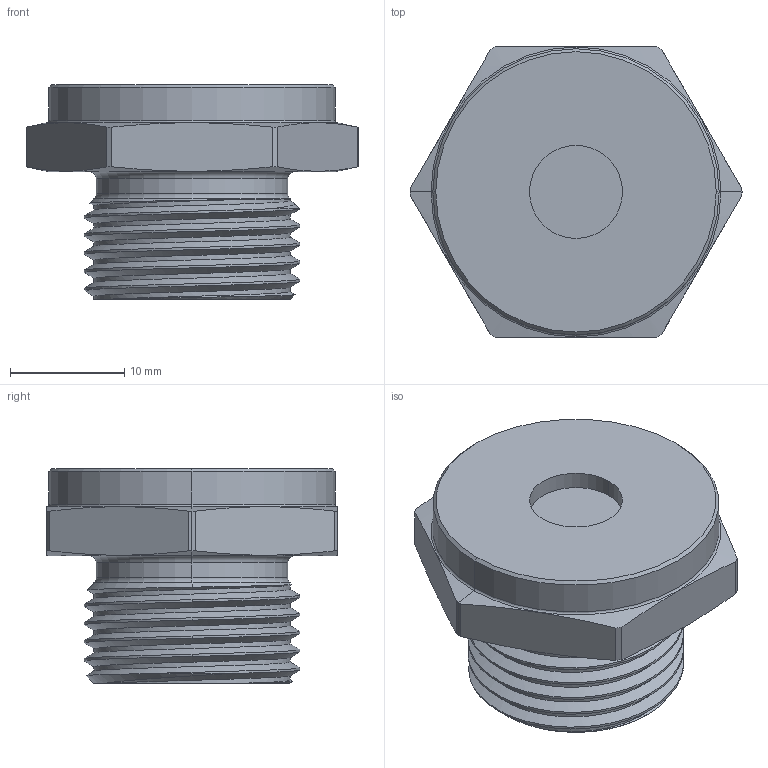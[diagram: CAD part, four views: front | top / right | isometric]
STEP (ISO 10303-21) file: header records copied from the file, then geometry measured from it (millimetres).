
FILE_DESCRIPTION (( 'STEP AP214' ), '1' );
FILE_NAME ('403116.step', '2013-08-19T22:22:49', ( '' ), ( '' ), 'SwSTEP 2.0', 'SolidWorks 2012', '' );
FILE_SCHEMA (( 'AUTOMOTIVE_DESIGN' ));
Length unit declared in the file: inch
Products named in the file (1): 403116
Bounding box: 29.02 x 25.4 x 18.8 mm (x, y, z)
Volume: 5271.8 mm3; surface area: 3458.5 mm2
Topology: 2 solids, 2 shells, 63 faces, 151 edges, 94 vertices
Faces by surface type: cylinder 28, cone 14, plane 12, torus 6, bspline 3
Entity records: 3076 total; most frequent: CARTESIAN_POINT 1629, ORIENTED_EDGE 302, DIRECTION 288, EDGE_CURVE 151, AXIS2_PLACEMENT_3D 121, VERTEX_POINT 94, EDGE_LOOP 67, FACE_OUTER_BOUND 63
